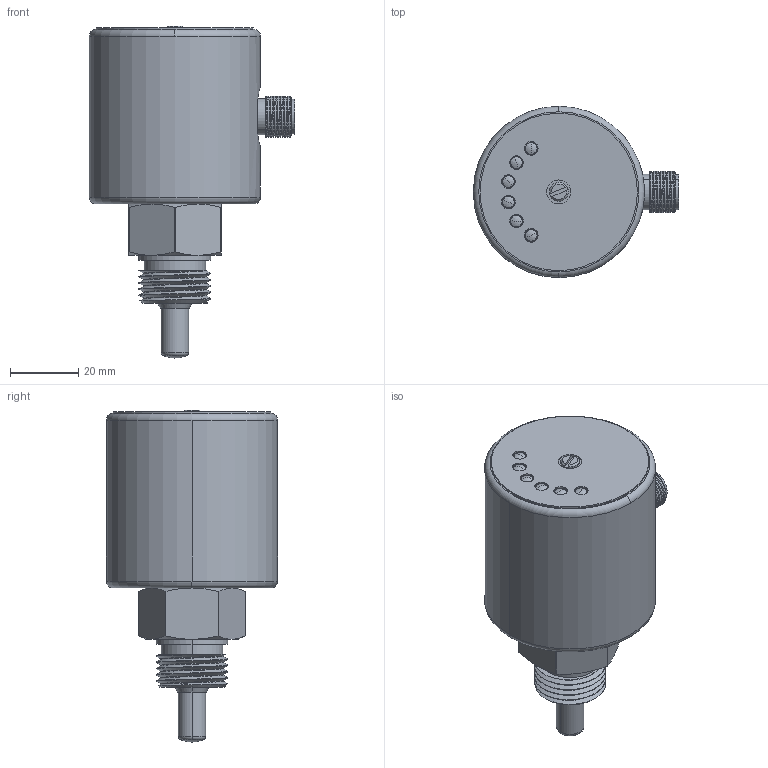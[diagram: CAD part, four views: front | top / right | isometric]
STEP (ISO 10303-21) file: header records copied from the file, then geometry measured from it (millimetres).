
FILE_DESCRIPTION (( 'STEP AP203' ), '1' );
FILE_NAME ('GFS-G0.5S4S.STEP', '2024-08-20T08:49:14', ( '' ), ( '' ), 'SwSTEP 2.0', 'SolidWorks 2020', '' );
FILE_SCHEMA (( 'CONFIG_CONTROL_DESIGN' ));
Length unit declared in the file: millimetre
Products named in the file (1): GFS-G0.5S4S
Bounding box: 60 x 50 x 97 mm (x, y, z)
Volume: 113581.6 mm3; surface area: 19303.1 mm2
Topology: 1 solids, 11 shells, 346 faces, 844 edges, 533 vertices
Faces by surface type: cylinder 141, plane 88, cone 41, bspline 40, torus 28, sphere 8
Entity records: 14911 total; most frequent: CARTESIAN_POINT 7040, ORIENTED_EDGE 1640, DIRECTION 1588, EDGE_CURVE 820, AXIS2_PLACEMENT_3D 647, VERTEX_POINT 529, EDGE_LOOP 397, FACE_OUTER_BOUND 346
